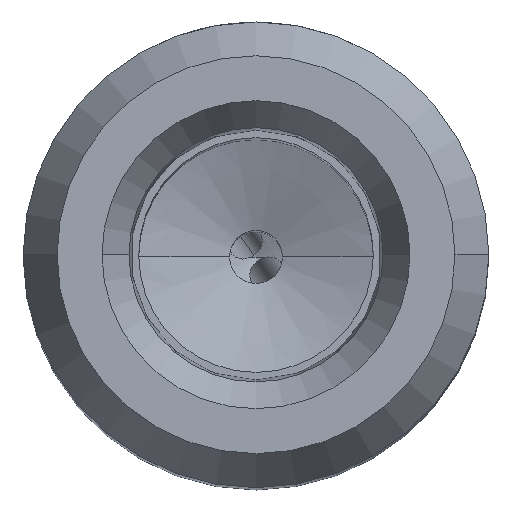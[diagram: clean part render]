
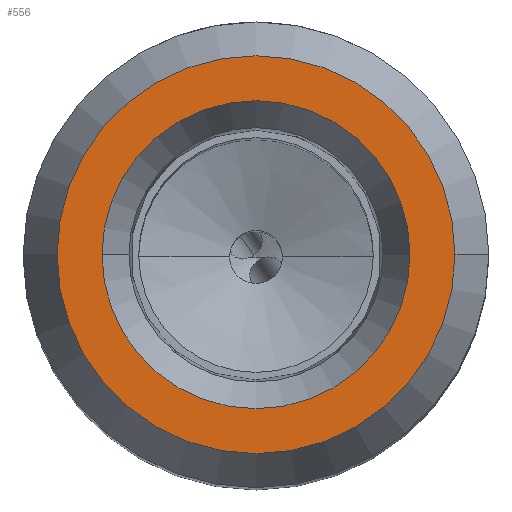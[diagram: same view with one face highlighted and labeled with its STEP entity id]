
A CAD part, top view. The second image highlights one B-rep face of the part: STEP entity #556.
In plain terms, the highlighted planar face has unit normal (0, 0, 1).
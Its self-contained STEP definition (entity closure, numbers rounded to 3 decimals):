
#104=PLANE('',#3950);
#143=FACE_BOUND('',#998,.T.);
#144=FACE_BOUND('',#999,.T.);
#556=ADVANCED_FACE('',(#143,#144),#104,.T.);
#998=EDGE_LOOP('',(#1469,#1470));
#999=EDGE_LOOP('',(#1471,#1472));
#1199=CIRCLE('',#3944,5.25);
#1200=CIRCLE('',#3946,5.25);
#1201=CIRCLE('',#3948,6.783);
#1202=CIRCLE('',#3949,6.783);
#1469=ORIENTED_EDGE('',*,*,#3010,.T.);
#1470=ORIENTED_EDGE('',*,*,#3011,.T.);
#1471=ORIENTED_EDGE('',*,*,#3012,.T.);
#1472=ORIENTED_EDGE('',*,*,#3013,.T.);
#2567=VERTEX_POINT('',#5584);
#2568=VERTEX_POINT('',#5586);
#2569=VERTEX_POINT('',#5592);
#2570=VERTEX_POINT('',#5593);
#3010=EDGE_CURVE('',#2567,#2568,#1199,.T.);
#3011=EDGE_CURVE('',#2568,#2567,#1200,.T.);
#3012=EDGE_CURVE('',#2569,#2570,#1201,.T.);
#3013=EDGE_CURVE('',#2570,#2569,#1202,.T.);
#3944=AXIS2_PLACEMENT_3D('',#5587,#4375,#4376);
#3946=AXIS2_PLACEMENT_3D('',#5589,#4379,#4380);
#3948=AXIS2_PLACEMENT_3D('',#5591,#4383,#4384);
#3949=AXIS2_PLACEMENT_3D('',#5594,#4385,#4386);
#3950=AXIS2_PLACEMENT_3D('',#5595,#4387,#4388);
#4375=DIRECTION('',(0.,0.,-1.));
#4376=DIRECTION('',(-1.,0.,0.));
#4379=DIRECTION('',(0.,0.,-1.));
#4380=DIRECTION('',(1.,0.,0.));
#4383=DIRECTION('',(0.,0.,1.));
#4384=DIRECTION('',(-1.,0.,0.));
#4385=DIRECTION('',(0.,0.,1.));
#4386=DIRECTION('',(1.,0.,0.));
#4387=DIRECTION('',(0.,0.,1.));
#4388=DIRECTION('',(-1.,0.,0.));
#5584=CARTESIAN_POINT('',(-5.25,0.,24.5));
#5586=CARTESIAN_POINT('',(5.25,0.,24.5));
#5587=CARTESIAN_POINT('',(0.,0.,24.5));
#5589=CARTESIAN_POINT('',(0.,0.,24.5));
#5591=CARTESIAN_POINT('',(0.,0.,24.5));
#5592=CARTESIAN_POINT('',(-6.783,0.,24.5));
#5593=CARTESIAN_POINT('',(6.783,0.,24.5));
#5594=CARTESIAN_POINT('',(0.,0.,24.5));
#5595=CARTESIAN_POINT('',(0.,0.,24.5));
